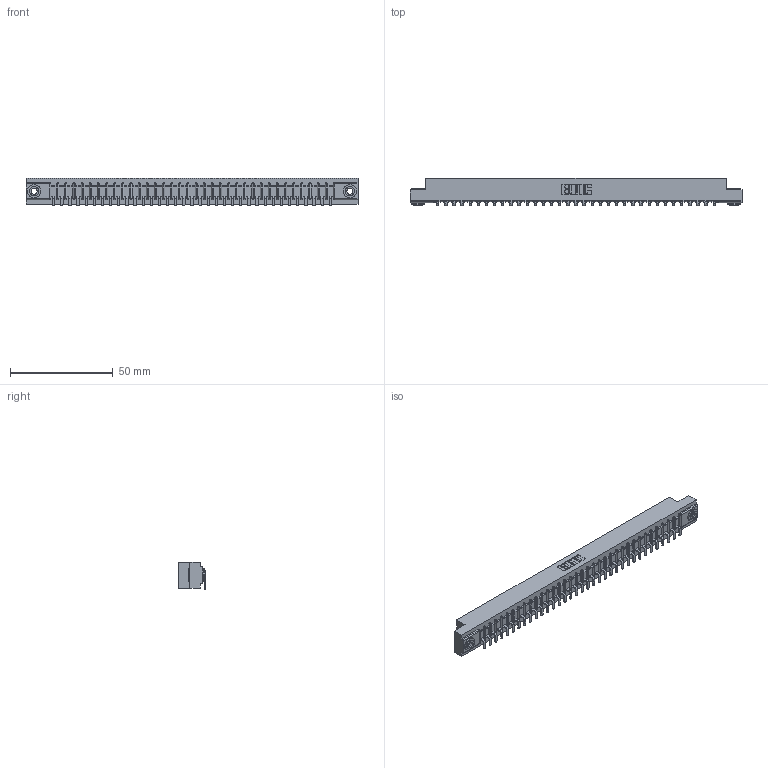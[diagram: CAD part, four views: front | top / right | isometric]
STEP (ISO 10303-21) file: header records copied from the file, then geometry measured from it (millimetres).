
FILE_DESCRIPTION (( 'STEP AP203' ), '1' );
FILE_NAME ('307-035-553-103.STEP', '2019-09-05T07:15:55', ( '' ), ( '' ), 'SwSTEP 2.0', 'SolidWorks 2016', '' );
FILE_SCHEMA (( 'CONFIG_CONTROL_DESIGN' ));
Length unit declared in the file: inch
Products named in the file (4): 345-250-002_345-250-002-102; 307-035-553-103; 307 Part_.156 Dia Mounting Holes; 307-290-002_553
Assembly tree (38 placements, depth 2):
  307-035-553-103
    307 Part_.156 Dia Mounting Holes
    307-290-002_553  x35
    345-250-002_345-250-002-102  x2
Bounding box: 161.7 x 13.36 x 13.5 mm (x, y, z)
Volume: 17252.5 mm3; surface area: 21782.8 mm2
Topology: 38 solids, 38 shells, 2936 faces, 8975 edges, 5882 vertices
Faces by surface type: plane 1739, cylinder 1117, sphere 72, cone 8
Entity records: 32787 total; most frequent: CARTESIAN_POINT 5509, ORIENTED_EDGE 5490, DIRECTION 5371, EDGE_CURVE 2745, VECTOR 2091, LINE 2091, VERTEX_POINT 1778, AXIS2_PLACEMENT_3D 1640
